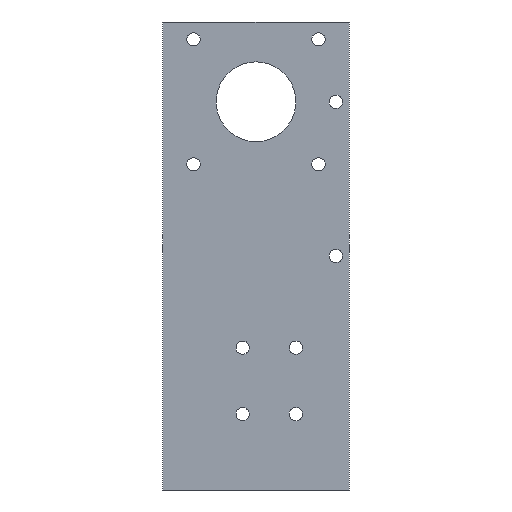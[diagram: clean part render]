
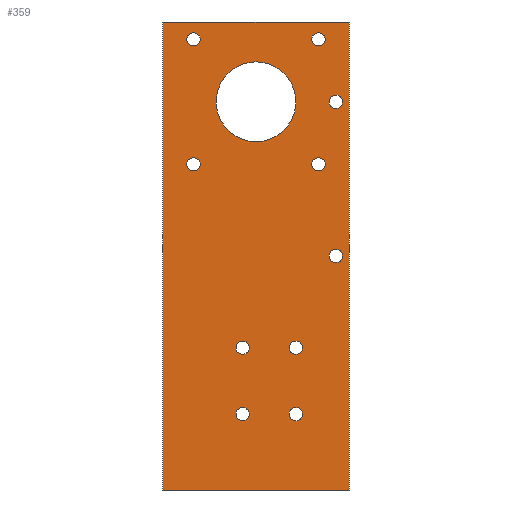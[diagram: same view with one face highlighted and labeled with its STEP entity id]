
A CAD part, front view. The second image highlights one B-rep face of the part: STEP entity #359.
In plain terms, the highlighted planar face has unit normal (0, -1, 0).
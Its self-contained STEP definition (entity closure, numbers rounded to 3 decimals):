
#26=FACE_BOUND('',#88,.T.);
#27=FACE_BOUND('',#89,.T.);
#28=FACE_BOUND('',#90,.T.);
#29=FACE_BOUND('',#91,.T.);
#30=FACE_BOUND('',#92,.T.);
#31=FACE_BOUND('',#93,.T.);
#32=FACE_BOUND('',#94,.T.);
#33=FACE_BOUND('',#95,.T.);
#34=FACE_BOUND('',#96,.T.);
#35=FACE_BOUND('',#97,.T.);
#36=FACE_BOUND('',#98,.T.);
#42=PLANE('',#412);
#59=FACE_OUTER_BOUND('',#87,.T.);
#87=EDGE_LOOP('',(#317,#318,#319,#320));
#88=EDGE_LOOP('',(#321));
#89=EDGE_LOOP('',(#322));
#90=EDGE_LOOP('',(#323));
#91=EDGE_LOOP('',(#324));
#92=EDGE_LOOP('',(#325));
#93=EDGE_LOOP('',(#326));
#94=EDGE_LOOP('',(#327));
#95=EDGE_LOOP('',(#328));
#96=EDGE_LOOP('',(#329));
#97=EDGE_LOOP('',(#330));
#98=EDGE_LOOP('',(#331));
#110=LINE('',#586,#133);
#114=LINE('',#594,#137);
#117=LINE('',#600,#140);
#120=LINE('',#605,#143);
#133=VECTOR('',#494,10.);
#137=VECTOR('',#500,10.);
#140=VECTOR('',#505,10.);
#143=VECTOR('',#510,10.);
#146=CIRCLE('',#376,2.5);
#148=CIRCLE('',#379,2.5);
#150=CIRCLE('',#382,2.5);
#152=CIRCLE('',#385,2.5);
#154=CIRCLE('',#388,2.5);
#156=CIRCLE('',#391,2.5);
#157=CIRCLE('',#393,2.5);
#159=CIRCLE('',#396,2.5);
#161=CIRCLE('',#399,2.5);
#163=CIRCLE('',#402,2.5);
#166=CIRCLE('',#406,15.);
#168=VERTEX_POINT('',#520);
#170=VERTEX_POINT('',#526);
#172=VERTEX_POINT('',#532);
#174=VERTEX_POINT('',#538);
#176=VERTEX_POINT('',#544);
#178=VERTEX_POINT('',#550);
#179=VERTEX_POINT('',#554);
#181=VERTEX_POINT('',#560);
#183=VERTEX_POINT('',#566);
#185=VERTEX_POINT('',#572);
#188=VERTEX_POINT('',#580);
#189=VERTEX_POINT('',#584);
#190=VERTEX_POINT('',#585);
#193=VERTEX_POINT('',#593);
#195=VERTEX_POINT('',#599);
#199=EDGE_CURVE('',#168,#168,#146,.T.);
#202=EDGE_CURVE('',#170,#170,#148,.T.);
#205=EDGE_CURVE('',#172,#172,#150,.T.);
#208=EDGE_CURVE('',#174,#174,#152,.T.);
#211=EDGE_CURVE('',#176,#176,#154,.T.);
#214=EDGE_CURVE('',#178,#178,#156,.T.);
#215=EDGE_CURVE('',#179,#179,#157,.T.);
#218=EDGE_CURVE('',#181,#181,#159,.T.);
#221=EDGE_CURVE('',#183,#183,#161,.T.);
#224=EDGE_CURVE('',#185,#185,#163,.T.);
#229=EDGE_CURVE('',#188,#188,#166,.T.);
#230=EDGE_CURVE('',#189,#190,#110,.T.);
#234=EDGE_CURVE('',#193,#189,#114,.T.);
#237=EDGE_CURVE('',#195,#193,#117,.T.);
#240=EDGE_CURVE('',#190,#195,#120,.T.);
#317=ORIENTED_EDGE('',*,*,#240,.F.);
#318=ORIENTED_EDGE('',*,*,#230,.F.);
#319=ORIENTED_EDGE('',*,*,#234,.F.);
#320=ORIENTED_EDGE('',*,*,#237,.F.);
#321=ORIENTED_EDGE('',*,*,#199,.T.);
#322=ORIENTED_EDGE('',*,*,#202,.T.);
#323=ORIENTED_EDGE('',*,*,#205,.T.);
#324=ORIENTED_EDGE('',*,*,#208,.T.);
#325=ORIENTED_EDGE('',*,*,#211,.T.);
#326=ORIENTED_EDGE('',*,*,#214,.T.);
#327=ORIENTED_EDGE('',*,*,#215,.T.);
#328=ORIENTED_EDGE('',*,*,#218,.T.);
#329=ORIENTED_EDGE('',*,*,#221,.T.);
#330=ORIENTED_EDGE('',*,*,#224,.T.);
#331=ORIENTED_EDGE('',*,*,#229,.F.);
#359=ADVANCED_FACE('',(#59,#26,#27,#28,#29,#30,#31,#32,#33,#34,#35,#36),
#42,.F.);
#376=AXIS2_PLACEMENT_3D('',#522,#420,#421);
#379=AXIS2_PLACEMENT_3D('',#528,#427,#428);
#382=AXIS2_PLACEMENT_3D('',#534,#434,#435);
#385=AXIS2_PLACEMENT_3D('',#540,#441,#442);
#388=AXIS2_PLACEMENT_3D('',#546,#448,#449);
#391=AXIS2_PLACEMENT_3D('',#552,#455,#456);
#393=AXIS2_PLACEMENT_3D('',#555,#459,#460);
#396=AXIS2_PLACEMENT_3D('',#561,#466,#467);
#399=AXIS2_PLACEMENT_3D('',#567,#473,#474);
#402=AXIS2_PLACEMENT_3D('',#573,#480,#481);
#406=AXIS2_PLACEMENT_3D('',#582,#490,#491);
#412=AXIS2_PLACEMENT_3D('',#608,#514,#515);
#420=DIRECTION('center_axis',(0.,1.,0.));
#421=DIRECTION('ref_axis',(-1.,0.,0.));
#427=DIRECTION('center_axis',(0.,1.,0.));
#428=DIRECTION('ref_axis',(-1.,0.,0.));
#434=DIRECTION('center_axis',(0.,1.,0.));
#435=DIRECTION('ref_axis',(-1.,0.,0.));
#441=DIRECTION('center_axis',(0.,1.,0.));
#442=DIRECTION('ref_axis',(-1.,0.,0.));
#448=DIRECTION('center_axis',(0.,1.,0.));
#449=DIRECTION('ref_axis',(-1.,0.,0.));
#455=DIRECTION('center_axis',(0.,1.,0.));
#456=DIRECTION('ref_axis',(-1.,0.,0.));
#459=DIRECTION('center_axis',(0.,1.,0.));
#460=DIRECTION('ref_axis',(-1.,0.,0.));
#466=DIRECTION('center_axis',(0.,1.,0.));
#467=DIRECTION('ref_axis',(-1.,0.,0.));
#473=DIRECTION('center_axis',(0.,1.,0.));
#474=DIRECTION('ref_axis',(-1.,0.,0.));
#480=DIRECTION('center_axis',(0.,1.,0.));
#481=DIRECTION('ref_axis',(-1.,0.,0.));
#490=DIRECTION('center_axis',(0.,-1.,0.));
#491=DIRECTION('ref_axis',(-1.,0.,0.));
#494=DIRECTION('',(1.,0.,0.));
#500=DIRECTION('',(0.,0.,1.));
#505=DIRECTION('',(-1.,0.,0.));
#510=DIRECTION('',(0.,0.,-1.));
#514=DIRECTION('center_axis',(0.,1.,0.));
#515=DIRECTION('ref_axis',(-1.,0.,0.));
#520=CARTESIAN_POINT('',(937.5,600.,105.));
#522=CARTESIAN_POINT('Origin',(935.,600.,105.));
#526=CARTESIAN_POINT('',(937.5,600.,47.));
#528=CARTESIAN_POINT('Origin',(935.,600.,47.));
#532=CARTESIAN_POINT('',(902.5,600.,12.5));
#534=CARTESIAN_POINT('Origin',(900.,600.,12.5));
#538=CARTESIAN_POINT('',(902.5,600.,-12.5));
#540=CARTESIAN_POINT('Origin',(900.,600.,-12.5));
#544=CARTESIAN_POINT('',(922.5,600.,12.5));
#546=CARTESIAN_POINT('Origin',(920.,600.,12.5));
#550=CARTESIAN_POINT('',(922.5,600.,-12.5));
#552=CARTESIAN_POINT('Origin',(920.,600.,-12.5));
#554=CARTESIAN_POINT('',(884.,600.,81.5));
#555=CARTESIAN_POINT('Origin',(881.5,600.,81.5));
#560=CARTESIAN_POINT('',(931.,600.,128.5));
#561=CARTESIAN_POINT('Origin',(928.5,600.,128.5));
#566=CARTESIAN_POINT('',(884.,600.,128.5));
#567=CARTESIAN_POINT('Origin',(881.5,600.,128.5));
#572=CARTESIAN_POINT('',(931.,600.,81.5));
#573=CARTESIAN_POINT('Origin',(928.5,600.,81.5));
#580=CARTESIAN_POINT('',(920.,600.,105.));
#582=CARTESIAN_POINT('Origin',(905.,600.,105.));
#584=CARTESIAN_POINT('',(870.,600.,135.));
#585=CARTESIAN_POINT('',(940.,600.,135.));
#586=CARTESIAN_POINT('',(870.,600.,135.));
#593=CARTESIAN_POINT('',(870.,600.,-41.));
#594=CARTESIAN_POINT('',(870.,600.,-41.));
#599=CARTESIAN_POINT('',(940.,600.,-41.));
#600=CARTESIAN_POINT('',(940.,600.,-41.));
#605=CARTESIAN_POINT('',(940.,600.,135.));
#608=CARTESIAN_POINT('Origin',(905.,600.,47.));
